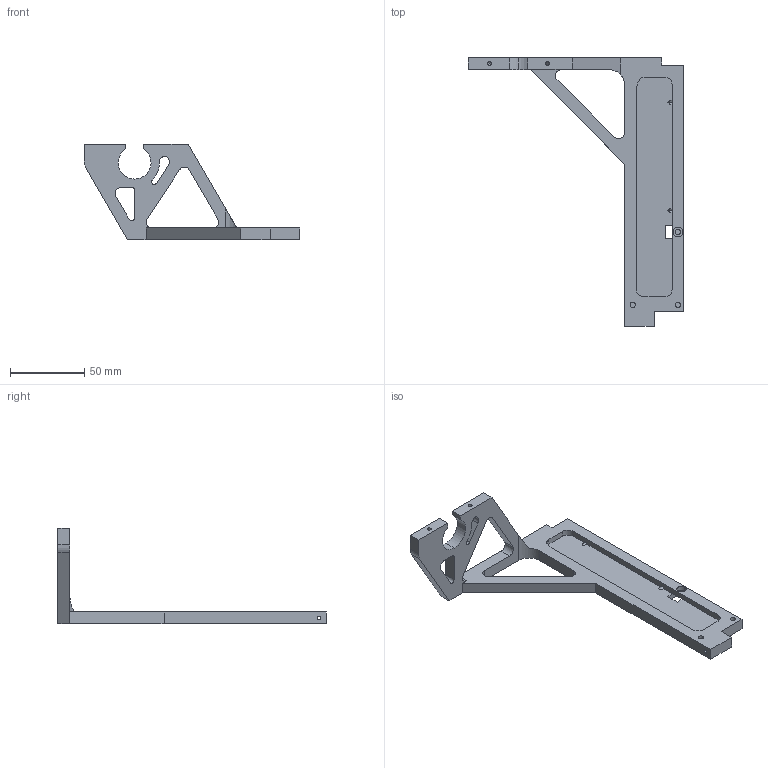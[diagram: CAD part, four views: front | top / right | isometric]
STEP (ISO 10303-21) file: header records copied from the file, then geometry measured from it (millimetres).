
FILE_DESCRIPTION (( 'STEP AP203' ), '1' );
FILE_NAME ('lower front-left front upper.STEP', '2019-01-01T17:56:51', ( '' ), ( '' ), 'SwSTEP 2.0', 'SolidWorks 2018', '' );
FILE_SCHEMA (( 'CONFIG_CONTROL_DESIGN' ));
Length unit declared in the file: millimetre
Products named in the file (1): lower front-left front upper
Bounding box: 145.38 x 181 x 64.5 mm (x, y, z)
Volume: 70998 mm3; surface area: 32812.9 mm2
Topology: 1 solids, 1 shells, 99 faces, 289 edges, 186 vertices
Faces by surface type: cylinder 47, plane 43, cone 8, bspline 1
Entity records: 3431 total; most frequent: CARTESIAN_POINT 671, DIRECTION 566, ORIENTED_EDGE 562, EDGE_CURVE 281, AXIS2_PLACEMENT_3D 195, VERTEX_POINT 186, VECTOR 176, LINE 176
